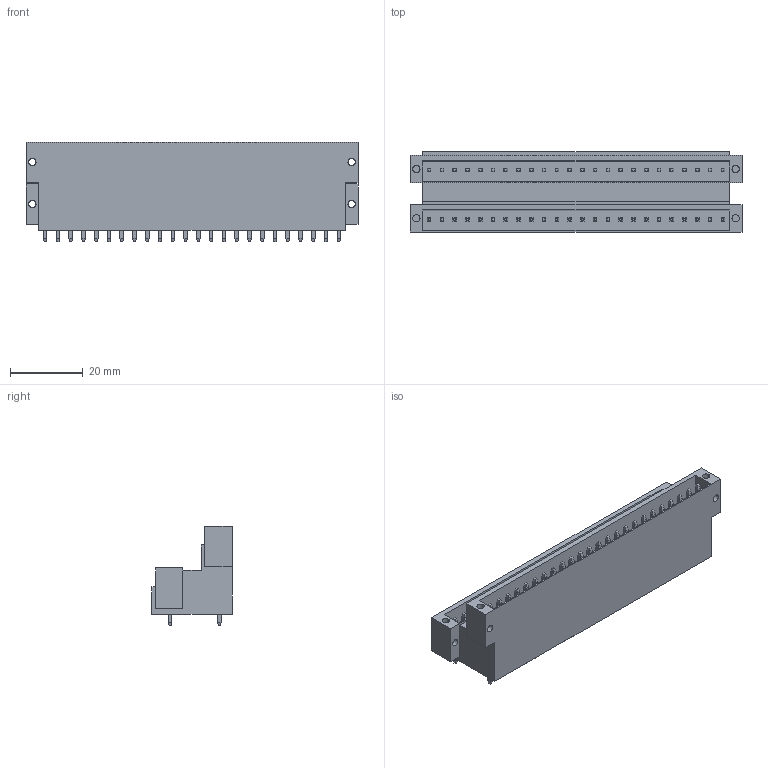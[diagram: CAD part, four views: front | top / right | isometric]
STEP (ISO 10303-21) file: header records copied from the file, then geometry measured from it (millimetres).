
FILE_DESCRIPTION(('CATIA V5 STEP Exchange','CAx-IF Rec.Pracs.--- Model Styling and Organization---1.2---2011-12-15'),'2;1');
FILE_NAME ('6650267_2_1641350000_1641350000.stp','2018-11-03T13:00:52+00:00',('none'),('Weidmueller'),'CATIA Version 5-6 Release 2014','CATIA V5 STEP AP214','none');
FILE_SCHEMA(('AUTOMOTIVE_DESIGN { 1 0 10303 214 1 1 1 1 }'));
Length unit declared in the file: millimetre
Products named in the file (1): 1641350000
Bounding box: 91 x 22 x 27.4 mm (x, y, z)
Volume: 24536.8 mm3; surface area: 18132.9 mm2
Topology: 49 solids, 49 shells, 928 faces, 2076 edges, 1256 vertices
Faces by surface type: plane 904, cylinder 24
Entity records: 21583 total; most frequent: ORIENTED_EDGE 4152, CARTESIAN_POINT 4063, DIRECTION 2384, EDGE_CURVE 2076, VECTOR 1644, LINE 1644, VERTEX_POINT 1256, EDGE_LOOP 1042
